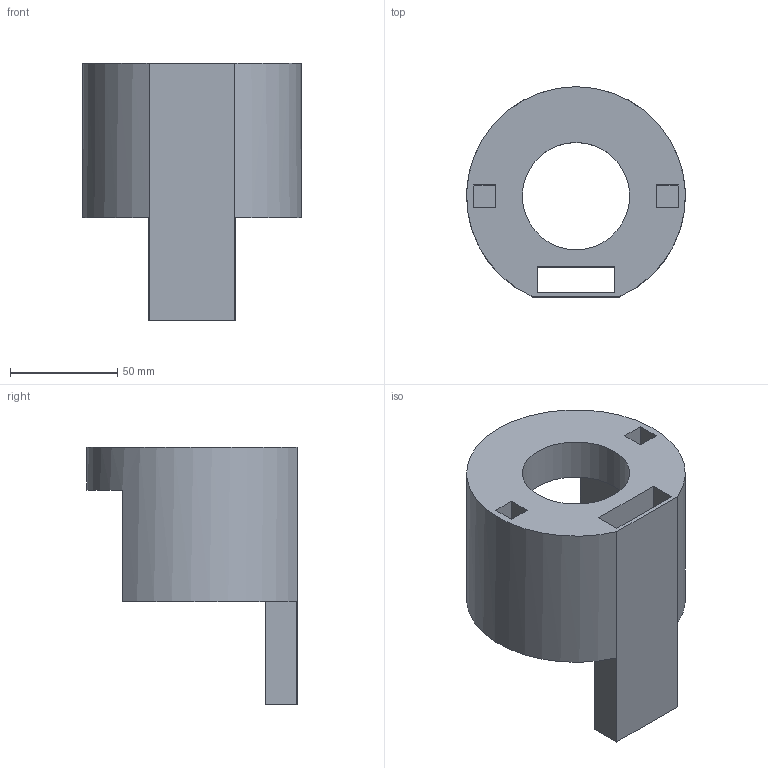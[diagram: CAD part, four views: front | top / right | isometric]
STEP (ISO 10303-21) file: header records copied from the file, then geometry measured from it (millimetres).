
FILE_DESCRIPTION(/* description */ (''),/* implementation_level */ '2;1');
FILE_NAME(/* name */ 'Component24.step',/* time_stamp */ '2025-04-22T15:33:23+09:00',/* author */ (''),/* organization */ (''),/* preprocessor_version */ 'ST-DEVELOPER v20.1',/* originating_system */ 'Autodesk Translation Framework v14.4.0.0',/* authorisation */ '');
FILE_SCHEMA (('AUTOMOTIVE_DESIGN { 1 0 10303 214 3 1 1 }'));
Length unit declared in the file: millimetre
Products named in the file (1): Fusion コンポーネント
Bounding box: 101.95 x 97.91 x 120 mm (x, y, z)
Volume: 200704.8 mm3; surface area: 65712.4 mm2
Topology: 1 solids, 1 shells, 37 faces, 109 edges, 72 vertices
Faces by surface type: plane 33, cylinder 4
Full cylindrical faces by diameter (mm): 50 x1
Entity records: 1275 total; most frequent: CARTESIAN_POINT 219, ORIENTED_EDGE 218, DIRECTION 197, EDGE_CURVE 109, LINE 97, VECTOR 97, VERTEX_POINT 72, AXIS2_PLACEMENT_3D 50
